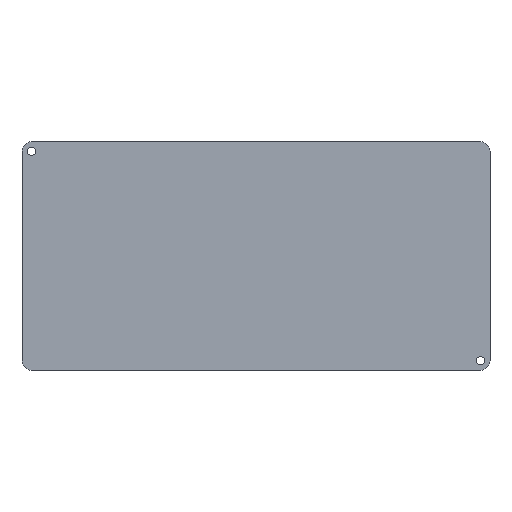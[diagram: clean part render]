
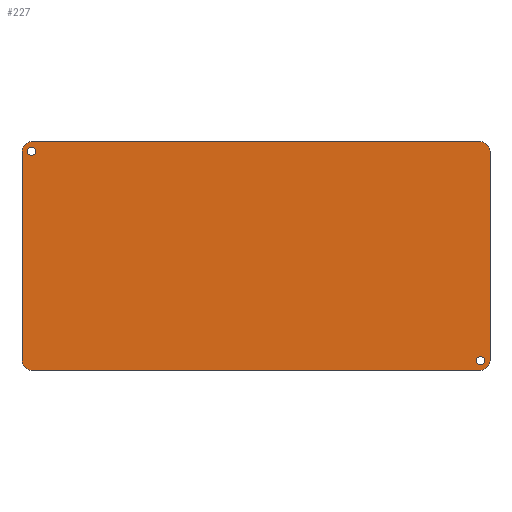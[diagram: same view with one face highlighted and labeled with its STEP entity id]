
A CAD part, top view. The second image highlights one B-rep face of the part: STEP entity #227.
In plain terms, the highlighted planar face has unit normal (0, 0, 1).
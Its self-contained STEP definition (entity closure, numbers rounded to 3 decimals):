
#15=FACE_BOUND('',#48,.T.);
#16=FACE_BOUND('',#49,.T.);
#23=PLANE('',#265);
#35=FACE_OUTER_BOUND('',#47,.T.);
#47=EDGE_LOOP('',(#191,#192,#193,#194,#195,#196,#197,#198));
#48=EDGE_LOOP('',(#199));
#49=EDGE_LOOP('',(#200));
#58=LINE('',#361,#76);
#62=LINE('',#373,#80);
#66=LINE('',#385,#84);
#70=LINE('',#395,#88);
#76=VECTOR('',#294,10.);
#80=VECTOR('',#306,10.);
#84=VECTOR('',#318,10.);
#88=VECTOR('',#330,10.);
#89=CIRCLE('',#244,0.65);
#91=CIRCLE('',#247,0.65);
#94=CIRCLE('',#251,1.5);
#96=CIRCLE('',#255,1.5);
#98=CIRCLE('',#259,1.5);
#100=CIRCLE('',#263,1.5);
#101=VERTEX_POINT('',#337);
#103=VERTEX_POINT('',#343);
#107=VERTEX_POINT('',#352);
#108=VERTEX_POINT('',#354);
#110=VERTEX_POINT('',#360);
#112=VERTEX_POINT('',#366);
#114=VERTEX_POINT('',#372);
#116=VERTEX_POINT('',#378);
#118=VERTEX_POINT('',#384);
#120=VERTEX_POINT('',#390);
#121=EDGE_CURVE('',#101,#101,#89,.T.);
#124=EDGE_CURVE('',#103,#103,#91,.T.);
#129=EDGE_CURVE('',#108,#107,#94,.T.);
#132=EDGE_CURVE('',#110,#108,#58,.T.);
#135=EDGE_CURVE('',#112,#110,#96,.T.);
#138=EDGE_CURVE('',#114,#112,#62,.T.);
#141=EDGE_CURVE('',#116,#114,#98,.T.);
#144=EDGE_CURVE('',#118,#116,#66,.T.);
#147=EDGE_CURVE('',#120,#118,#100,.T.);
#150=EDGE_CURVE('',#107,#120,#70,.T.);
#191=ORIENTED_EDGE('',*,*,#150,.T.);
#192=ORIENTED_EDGE('',*,*,#147,.T.);
#193=ORIENTED_EDGE('',*,*,#144,.T.);
#194=ORIENTED_EDGE('',*,*,#141,.T.);
#195=ORIENTED_EDGE('',*,*,#138,.T.);
#196=ORIENTED_EDGE('',*,*,#135,.T.);
#197=ORIENTED_EDGE('',*,*,#132,.T.);
#198=ORIENTED_EDGE('',*,*,#129,.T.);
#199=ORIENTED_EDGE('',*,*,#124,.T.);
#200=ORIENTED_EDGE('',*,*,#121,.T.);
#227=ADVANCED_FACE('',(#35,#15,#16),#23,.T.);
#244=AXIS2_PLACEMENT_3D('',#338,#271,#272);
#247=AXIS2_PLACEMENT_3D('',#344,#278,#279);
#251=AXIS2_PLACEMENT_3D('',#355,#288,#289);
#255=AXIS2_PLACEMENT_3D('',#367,#300,#301);
#259=AXIS2_PLACEMENT_3D('',#379,#312,#313);
#263=AXIS2_PLACEMENT_3D('',#391,#324,#325);
#265=AXIS2_PLACEMENT_3D('',#396,#331,#332);
#271=DIRECTION('center_axis',(0.,0.,-1.));
#272=DIRECTION('ref_axis',(-1.,0.,0.));
#278=DIRECTION('center_axis',(0.,0.,-1.));
#279=DIRECTION('ref_axis',(-1.,0.,0.));
#288=DIRECTION('center_axis',(0.,0.,1.));
#289=DIRECTION('ref_axis',(0.,1.,0.));
#294=DIRECTION('',(0.,1.,0.));
#300=DIRECTION('center_axis',(0.,0.,1.));
#301=DIRECTION('ref_axis',(1.,0.,0.));
#306=DIRECTION('',(1.,0.,0.));
#312=DIRECTION('center_axis',(0.,0.,1.));
#313=DIRECTION('ref_axis',(0.,-1.,0.));
#318=DIRECTION('',(0.,-1.,0.));
#324=DIRECTION('center_axis',(0.,0.,1.));
#325=DIRECTION('ref_axis',(-1.,0.,0.));
#330=DIRECTION('',(-1.,0.,0.));
#331=DIRECTION('center_axis',(0.,0.,1.));
#332=DIRECTION('ref_axis',(1.,0.,0.));
#337=CARTESIAN_POINT('',(-34.651,8.605,0.5));
#338=CARTESIAN_POINT('Origin',(-35.301,8.605,0.5));
#343=CARTESIAN_POINT('',(35.951,-24.305,0.5));
#344=CARTESIAN_POINT('Origin',(35.301,-24.305,0.5));
#352=CARTESIAN_POINT('',(35.301,10.105,0.5));
#354=CARTESIAN_POINT('',(36.801,8.605,0.5));
#355=CARTESIAN_POINT('Origin',(35.301,8.605,0.5));
#360=CARTESIAN_POINT('',(36.801,-24.305,0.5));
#361=CARTESIAN_POINT('',(36.801,-24.305,0.5));
#366=CARTESIAN_POINT('',(35.301,-25.805,0.5));
#367=CARTESIAN_POINT('Origin',(35.301,-24.305,0.5));
#372=CARTESIAN_POINT('',(-35.301,-25.805,0.5));
#373=CARTESIAN_POINT('',(-35.301,-25.805,0.5));
#378=CARTESIAN_POINT('',(-36.801,-24.305,0.5));
#379=CARTESIAN_POINT('Origin',(-35.301,-24.305,0.5));
#384=CARTESIAN_POINT('',(-36.801,8.605,0.5));
#385=CARTESIAN_POINT('',(-36.801,8.605,0.5));
#390=CARTESIAN_POINT('',(-35.301,10.105,0.5));
#391=CARTESIAN_POINT('Origin',(-35.301,8.605,0.5));
#395=CARTESIAN_POINT('',(35.301,10.105,0.5));
#396=CARTESIAN_POINT('Origin',(0.,-7.85,0.5));
